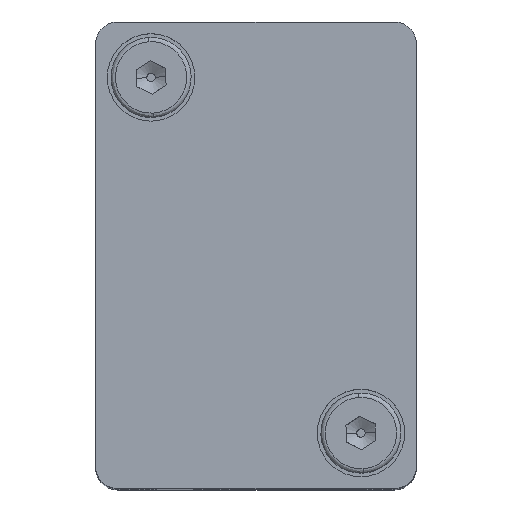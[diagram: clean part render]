
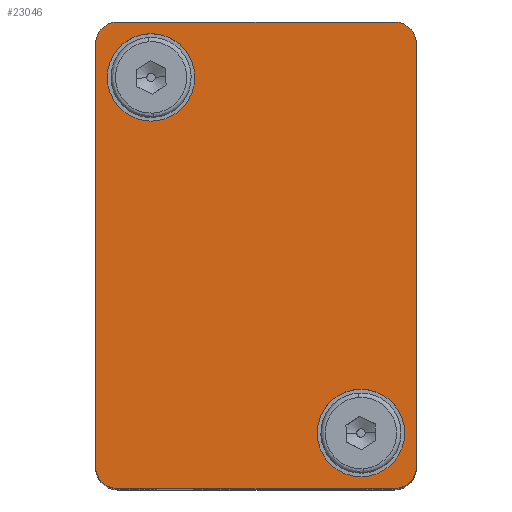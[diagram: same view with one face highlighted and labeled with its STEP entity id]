
A CAD part, top view. The second image highlights one B-rep face of the part: STEP entity #23046.
In plain terms, the highlighted face is planar.
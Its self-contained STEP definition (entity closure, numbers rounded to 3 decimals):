
#21460=CARTESIAN_POINT('',(7.2,6.25,15.2));
#21461=VERTEX_POINT('',#21460);
#21477=CARTESIAN_POINT('',(7.2,6.25,9.2));
#21478=VERTEX_POINT('',#21477);
#21485=CARTESIAN_POINT('',(7.2,6.25,12.2));
#21486=DIRECTION('',(0.0,-1.0,0.0));
#21487=DIRECTION('',(0.0,0.0,1.0));
#21488=AXIS2_PLACEMENT_3D('',#21485,#21486,#21487);
#21489=CIRCLE('',#21488,3.0);
#21490=EDGE_CURVE('',#21461,#21478,#21489,.T.);
#21502=CARTESIAN_POINT('',(-7.2,6.25,-9.2));
#21503=VERTEX_POINT('',#21502);
#21519=CARTESIAN_POINT('',(-7.2,6.25,-15.2));
#21520=VERTEX_POINT('',#21519);
#21527=CARTESIAN_POINT('',(-7.2,6.25,-12.2));
#21528=DIRECTION('',(0.0,-1.0,0.0));
#21529=DIRECTION('',(0.0,0.0,1.0));
#21530=AXIS2_PLACEMENT_3D('',#21527,#21528,#21529);
#21531=CIRCLE('',#21530,3.0);
#21532=EDGE_CURVE('',#21503,#21520,#21531,.T.);
#21544=CARTESIAN_POINT('',(-10.561,6.25,15.561));
#21545=VERTEX_POINT('',#21544);
#21561=CARTESIAN_POINT('',(-9.5,6.25,16.));
#21562=VERTEX_POINT('',#21561);
#21569=CARTESIAN_POINT('',(-9.5,6.25,14.5));
#21570=DIRECTION('',(0.0,-1.,0.0));
#21571=DIRECTION('',(-0.707,0.0,0.707));
#21572=AXIS2_PLACEMENT_3D('',#21569,#21570,#21571);
#21573=CIRCLE('',#21572,1.5);
#21574=EDGE_CURVE('',#21562,#21545,#21573,.T.);
#21586=CARTESIAN_POINT('',(-10.561,6.25,-15.561));
#21587=VERTEX_POINT('',#21586);
#21603=CARTESIAN_POINT('',(-11.0,6.25,-14.5));
#21604=VERTEX_POINT('',#21603);
#21611=CARTESIAN_POINT('',(-9.5,6.25,-14.5));
#21612=DIRECTION('',(0.0,-1.,0.0));
#21613=DIRECTION('',(-0.707,0.0,-0.707));
#21614=AXIS2_PLACEMENT_3D('',#21611,#21612,#21613);
#21615=CIRCLE('',#21614,1.5);
#21616=EDGE_CURVE('',#21604,#21587,#21615,.T.);
#21628=CARTESIAN_POINT('',(10.561,6.25,-15.561));
#21629=VERTEX_POINT('',#21628);
#21645=CARTESIAN_POINT('',(9.5,6.25,-16.0));
#21646=VERTEX_POINT('',#21645);
#21653=CARTESIAN_POINT('',(9.5,6.25,-14.5));
#21654=DIRECTION('',(0.0,-1.,0.0));
#21655=DIRECTION('',(0.707,0.0,-0.707));
#21656=AXIS2_PLACEMENT_3D('',#21653,#21654,#21655);
#21657=CIRCLE('',#21656,1.5);
#21658=EDGE_CURVE('',#21646,#21629,#21657,.T.);
#21670=CARTESIAN_POINT('',(10.561,6.25,15.561));
#21671=VERTEX_POINT('',#21670);
#21687=CARTESIAN_POINT('',(11.0,6.25,14.5));
#21688=VERTEX_POINT('',#21687);
#21695=CARTESIAN_POINT('',(9.5,6.25,14.5));
#21696=DIRECTION('',(0.0,-1.,0.0));
#21697=DIRECTION('',(0.707,0.0,0.707));
#21698=AXIS2_PLACEMENT_3D('',#21695,#21696,#21697);
#21699=CIRCLE('',#21698,1.5);
#21700=EDGE_CURVE('',#21688,#21671,#21699,.T.);
#22919=CARTESIAN_POINT('',(9.5,6.25,16.));
#22920=VERTEX_POINT('',#22919);
#22921=CARTESIAN_POINT('',(9.5,6.25,14.5));
#22922=DIRECTION('',(0.0,-1.,0.0));
#22923=DIRECTION('',(0.707,0.0,0.707));
#22924=AXIS2_PLACEMENT_3D('',#22921,#22922,#22923);
#22925=CIRCLE('',#22924,1.5);
#22926=EDGE_CURVE('',#21671,#22920,#22925,.T.);
#22952=CARTESIAN_POINT('',(9.5,6.25,16.));
#22953=DIRECTION('',(-1.0,0.0,0.0));
#22954=VECTOR('',#22953,19.0);
#22955=LINE('',#22952,#22954);
#22956=EDGE_CURVE('',#22920,#21562,#22955,.T.);
#22968=CARTESIAN_POINT('',(0.,6.25,0.));
#22969=DIRECTION('',(0.0,1.0,0.0));
#22970=DIRECTION('',(0.0,0.0,1.0));
#22971=AXIS2_PLACEMENT_3D('',#22968,#22969,#22970);
#22972=PLANE('',#22971);
#22973=ORIENTED_EDGE('',*,*,#21700,.F.);
#22974=CARTESIAN_POINT('',(11.0,6.25,-14.5));
#22975=VERTEX_POINT('',#22974);
#22976=CARTESIAN_POINT('',(11.0,6.25,-14.5));
#22977=DIRECTION('',(0.0,0.0,1.0));
#22978=VECTOR('',#22977,29.0);
#22979=LINE('',#22976,#22978);
#22980=EDGE_CURVE('',#22975,#21688,#22979,.T.);
#22981=ORIENTED_EDGE('',*,*,#22980,.F.);
#22982=CARTESIAN_POINT('',(9.5,6.25,-14.5));
#22983=DIRECTION('',(0.0,-1.,0.0));
#22984=DIRECTION('',(0.707,0.0,-0.707));
#22985=AXIS2_PLACEMENT_3D('',#22982,#22983,#22984);
#22986=CIRCLE('',#22985,1.5);
#22987=EDGE_CURVE('',#21629,#22975,#22986,.T.);
#22988=ORIENTED_EDGE('',*,*,#22987,.F.);
#22989=ORIENTED_EDGE('',*,*,#21658,.F.);
#22990=CARTESIAN_POINT('',(-9.5,6.25,-16.));
#22991=VERTEX_POINT('',#22990);
#22992=CARTESIAN_POINT('',(-9.5,6.25,-16.));
#22993=DIRECTION('',(1.0,0.0,0.0));
#22994=VECTOR('',#22993,19.0);
#22995=LINE('',#22992,#22994);
#22996=EDGE_CURVE('',#22991,#21646,#22995,.T.);
#22997=ORIENTED_EDGE('',*,*,#22996,.F.);
#22998=CARTESIAN_POINT('',(-9.5,6.25,-14.5));
#22999=DIRECTION('',(0.0,-1.,0.0));
#23000=DIRECTION('',(-0.707,0.0,-0.707));
#23001=AXIS2_PLACEMENT_3D('',#22998,#22999,#23000);
#23002=CIRCLE('',#23001,1.5);
#23003=EDGE_CURVE('',#21587,#22991,#23002,.T.);
#23004=ORIENTED_EDGE('',*,*,#23003,.F.);
#23005=ORIENTED_EDGE('',*,*,#21616,.F.);
#23006=CARTESIAN_POINT('',(-11.0,6.25,14.5));
#23007=VERTEX_POINT('',#23006);
#23008=CARTESIAN_POINT('',(-11.0,6.25,14.5));
#23009=DIRECTION('',(0.0,0.0,-1.0));
#23010=VECTOR('',#23009,29.);
#23011=LINE('',#23008,#23010);
#23012=EDGE_CURVE('',#23007,#21604,#23011,.T.);
#23013=ORIENTED_EDGE('',*,*,#23012,.F.);
#23014=CARTESIAN_POINT('',(-9.5,6.25,14.5));
#23015=DIRECTION('',(0.0,-1.,0.0));
#23016=DIRECTION('',(-0.707,0.0,0.707));
#23017=AXIS2_PLACEMENT_3D('',#23014,#23015,#23016);
#23018=CIRCLE('',#23017,1.5);
#23019=EDGE_CURVE('',#21545,#23007,#23018,.T.);
#23020=ORIENTED_EDGE('',*,*,#23019,.F.);
#23021=ORIENTED_EDGE('',*,*,#21574,.F.);
#23022=ORIENTED_EDGE('',*,*,#22956,.F.);
#23023=ORIENTED_EDGE('',*,*,#22926,.F.);
#23024=EDGE_LOOP('',(#22973,#22981,#22988,#22989,#22997,#23004,#23005,#23013,#23020,#23021,#23022,#23023));
#23025=FACE_OUTER_BOUND('',#23024,.T.);
#23026=ORIENTED_EDGE('',*,*,#21532,.T.);
#23027=CARTESIAN_POINT('',(-7.2,6.25,-12.2));
#23028=DIRECTION('',(0.0,-1.0,0.0));
#23029=DIRECTION('',(0.0,0.0,1.0));
#23030=AXIS2_PLACEMENT_3D('',#23027,#23028,#23029);
#23031=CIRCLE('',#23030,3.0);
#23032=EDGE_CURVE('',#21520,#21503,#23031,.T.);
#23033=ORIENTED_EDGE('',*,*,#23032,.T.);
#23034=EDGE_LOOP('',(#23026,#23033));
#23035=FACE_BOUND('',#23034,.T.);
#23036=ORIENTED_EDGE('',*,*,#21490,.T.);
#23037=CARTESIAN_POINT('',(7.2,6.25,12.2));
#23038=DIRECTION('',(0.0,-1.0,0.0));
#23039=DIRECTION('',(0.0,0.0,1.0));
#23040=AXIS2_PLACEMENT_3D('',#23037,#23038,#23039);
#23041=CIRCLE('',#23040,3.0);
#23042=EDGE_CURVE('',#21478,#21461,#23041,.T.);
#23043=ORIENTED_EDGE('',*,*,#23042,.T.);
#23044=EDGE_LOOP('',(#23036,#23043));
#23045=FACE_BOUND('',#23044,.T.);
#23046=ADVANCED_FACE('',(#23025,#23035,#23045),#22972,.T.);
